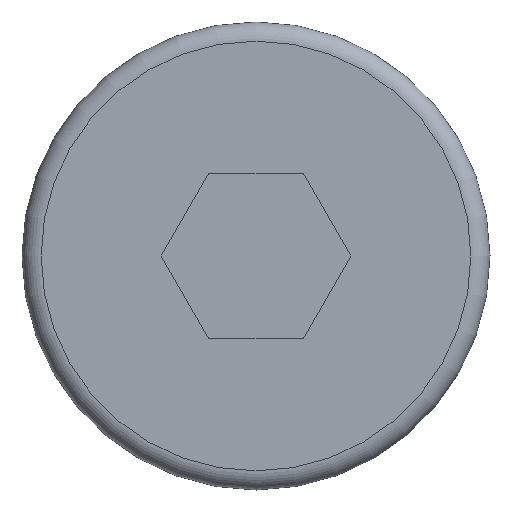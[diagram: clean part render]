
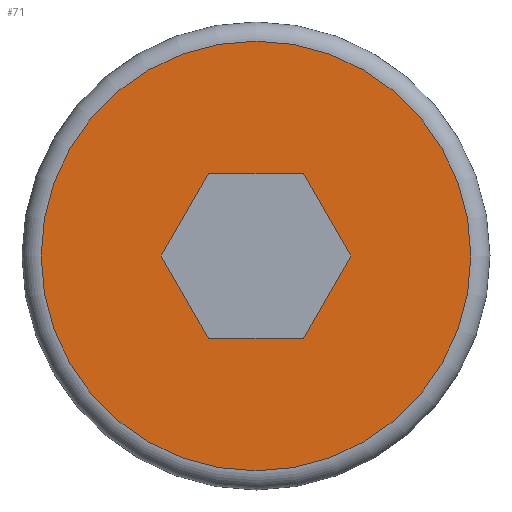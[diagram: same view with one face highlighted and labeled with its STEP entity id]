
A CAD part, left-side view. The second image highlights one B-rep face of the part: STEP entity #71.
In plain terms, the highlighted planar face has unit normal (-1, 0, 0).
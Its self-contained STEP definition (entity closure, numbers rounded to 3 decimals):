
#71 = ADVANCED_FACE( '', ( #152, #153 ), #154, .F. );
#152 = FACE_OUTER_BOUND( '', #235, .T. );
#153 = FACE_BOUND( '', #236, .T. );
#154 = PLANE( '', #237 );
#235 = EDGE_LOOP( '', ( #349 ) );
#236 = EDGE_LOOP( '', ( #350, #351, #352, #353, #354, #355 ) );
#237 = AXIS2_PLACEMENT_3D( '', #356, #357, #358 );
#349 = ORIENTED_EDGE( '', *, *, #427, .F. );
#350 = ORIENTED_EDGE( '', *, *, #446, .F. );
#351 = ORIENTED_EDGE( '', *, *, #447, .F. );
#352 = ORIENTED_EDGE( '', *, *, #430, .F. );
#353 = ORIENTED_EDGE( '', *, *, #448, .F. );
#354 = ORIENTED_EDGE( '', *, *, #449, .F. );
#355 = ORIENTED_EDGE( '', *, *, #434, .F. );
#356 = CARTESIAN_POINT( '', ( 0., 0., 0. ) );
#357 = DIRECTION( '', ( 1., 0., 0. ) );
#358 = DIRECTION( '', ( 0., 0., -1. ) );
#427 = EDGE_CURVE( '', #491, #491, #492, .T. );
#430 = EDGE_CURVE( '', #496, #497, #498, .T. );
#434 = EDGE_CURVE( '', #502, #503, #504, .T. );
#446 = EDGE_CURVE( '', #519, #502, #520, .T. );
#447 = EDGE_CURVE( '', #497, #519, #521, .T. );
#448 = EDGE_CURVE( '', #522, #496, #523, .T. );
#449 = EDGE_CURVE( '', #503, #522, #524, .T. );
#491 = VERTEX_POINT( '', #574 );
#492 = CIRCLE( '', #575, 13.083 );
#496 = VERTEX_POINT( '', #579 );
#497 = VERTEX_POINT( '', #580 );
#498 = LINE( '', #581, #582 );
#502 = VERTEX_POINT( '', #588 );
#503 = VERTEX_POINT( '', #589 );
#504 = LINE( '', #590, #591 );
#519 = VERTEX_POINT( '', #608 );
#520 = LINE( '', #609, #610 );
#521 = LINE( '', #611, #612 );
#522 = VERTEX_POINT( '', #613 );
#523 = LINE( '', #614, #615 );
#524 = LINE( '', #616, #617 );
#574 = CARTESIAN_POINT( '', ( 0., 0., -13.083 ) );
#575 = AXIS2_PLACEMENT_3D( '', #657, #658, #659 );
#579 = CARTESIAN_POINT( '', ( 0., -2.887, -5. ) );
#580 = CARTESIAN_POINT( '', ( 0., -5.774, 0. ) );
#581 = CARTESIAN_POINT( '', ( 0., -4.33, -2.5 ) );
#582 = VECTOR( '', #663, 1000. );
#588 = CARTESIAN_POINT( '', ( 0., 2.887, 5. ) );
#589 = CARTESIAN_POINT( '', ( 0., 5.774, 0. ) );
#590 = CARTESIAN_POINT( '', ( 0., 4.33, 2.5 ) );
#591 = VECTOR( '', #666, 1000. );
#608 = CARTESIAN_POINT( '', ( 0., -2.887, 5. ) );
#609 = CARTESIAN_POINT( '', ( 0., 0., 5. ) );
#610 = VECTOR( '', #678, 1000. );
#611 = CARTESIAN_POINT( '', ( 0., -4.33, 2.5 ) );
#612 = VECTOR( '', #679, 1000. );
#613 = CARTESIAN_POINT( '', ( 0., 2.887, -5. ) );
#614 = CARTESIAN_POINT( '', ( 0., 0., -5. ) );
#615 = VECTOR( '', #680, 1000. );
#616 = CARTESIAN_POINT( '', ( 0., 4.33, -2.5 ) );
#617 = VECTOR( '', #681, 1000. );
#657 = CARTESIAN_POINT( '', ( 0., 0., 0. ) );
#658 = DIRECTION( '', ( 1., 0., 0. ) );
#659 = DIRECTION( '', ( 0., 0., -1. ) );
#663 = DIRECTION( '', ( 0., -0.5, 0.866 ) );
#666 = DIRECTION( '', ( 0., 0.5, -0.866 ) );
#678 = DIRECTION( '', ( 0., 1., 0. ) );
#679 = DIRECTION( '', ( 0., 0.5, 0.866 ) );
#680 = DIRECTION( '', ( 0., -1., 0. ) );
#681 = DIRECTION( '', ( 0., -0.5, -0.866 ) );
